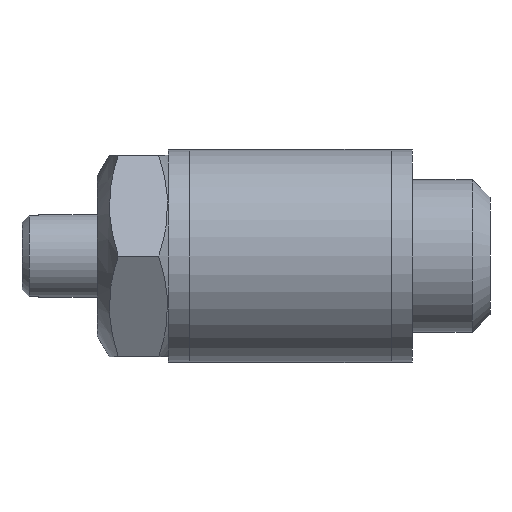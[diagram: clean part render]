
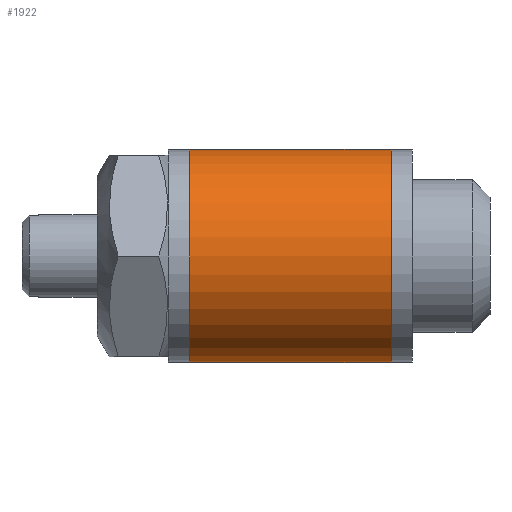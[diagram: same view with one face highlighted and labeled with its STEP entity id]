
A CAD part, left-side view. The second image highlights one B-rep face of the part: STEP entity #1922.
In plain terms, the highlighted cylindrical face has radius 9 mm (diameter 18 mm), a partial arc.
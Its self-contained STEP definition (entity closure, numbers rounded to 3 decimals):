
#249 = DIRECTION ( 'NONE',  ( 0., -1., 0. ) ) ;
#251 = CARTESIAN_POINT ( 'NONE',  ( 0., 25.7, 0. ) ) ;
#252 = CIRCLE ( 'NONE', #269, 9. ) ;
#267 = DIRECTION ( 'NONE',  ( 1., 0., 0. ) ) ;
#269 = AXIS2_PLACEMENT_3D ( 'NONE', #251, #249, #267 ) ;
#1327 = DIRECTION ( 'NONE',  ( 0., 0., 1. ) ) ;
#1328 = DIRECTION ( 'NONE',  ( 0., 1., 0. ) ) ;
#1329 = AXIS2_PLACEMENT_3D ( 'NONE', #1330, #1328, #1327 ) ;
#1330 = CARTESIAN_POINT ( 'NONE',  ( 0., 30.786, 0. ) ) ;
#1331 = CYLINDRICAL_SURFACE ( 'NONE', #1329, 9. ) ;
#1377 = FACE_OUTER_BOUND ( 'NONE', #1923, .T. ) ;
#1601 = VERTEX_POINT ( 'NONE', #2355 ) ;
#1677 = VERTEX_POINT ( 'NONE', #2357 ) ;
#1757 = EDGE_CURVE ( 'NONE', #1601, #1758, #2415, .T. ) ;
#1758 = VERTEX_POINT ( 'NONE', #2416 ) ;
#1761 = VERTEX_POINT ( 'NONE', #2410 ) ;
#1763 = EDGE_CURVE ( 'NONE', #1677, #1761, #2420, .T. ) ;
#1922 = ADVANCED_FACE ( 'NONE', ( #1377 ), #1331, .T. ) ;
#1923 = EDGE_LOOP ( 'NONE', ( #1924, #2021, #2023, #2024 ) ) ;
#1924 = ORIENTED_EDGE ( 'NONE', *, *, #1757, .F. ) ;
#2021 = ORIENTED_EDGE ( 'NONE', *, *, #2022, .T. ) ;
#2022 = EDGE_CURVE ( 'NONE', #1601, #1677, #2669, .T. ) ;
#2023 = ORIENTED_EDGE ( 'NONE', *, *, #1763, .T. ) ;
#2024 = ORIENTED_EDGE ( 'NONE', *, *, #2025, .T. ) ;
#2025 = EDGE_CURVE ( 'NONE', #1761, #1758, #252, .T. ) ;
#2355 = CARTESIAN_POINT ( 'NONE',  ( 0., 8.7, -9. ) ) ;
#2357 = CARTESIAN_POINT ( 'NONE',  ( 0., 8.7, 9. ) ) ;
#2406 = DIRECTION ( 'NONE',  ( 0., 1., 0. ) ) ;
#2407 = CARTESIAN_POINT ( 'NONE',  ( 0., 30.786, -9. ) ) ;
#2410 = CARTESIAN_POINT ( 'NONE',  ( 0., 25.7, 9. ) ) ;
#2415 = LINE ( 'NONE', #2407, #2421 ) ;
#2416 = CARTESIAN_POINT ( 'NONE',  ( 0., 25.7, -9. ) ) ;
#2417 = DIRECTION ( 'NONE',  ( 0., 1., 0. ) ) ;
#2418 = VECTOR ( 'NONE', #2417, 1000. ) ;
#2419 = CARTESIAN_POINT ( 'NONE',  ( 0., 30.786, 9. ) ) ;
#2420 = LINE ( 'NONE', #2419, #2418 ) ;
#2421 = VECTOR ( 'NONE', #2406, 1000. ) ;
#2651 = DIRECTION ( 'NONE',  ( -1., 0., 0. ) ) ;
#2652 = DIRECTION ( 'NONE',  ( 0., 1., 0. ) ) ;
#2668 = CARTESIAN_POINT ( 'NONE',  ( 0., 8.7, 0. ) ) ;
#2669 = CIRCLE ( 'NONE', #2690, 9. ) ;
#2690 = AXIS2_PLACEMENT_3D ( 'NONE', #2668, #2652, #2651 ) ;
